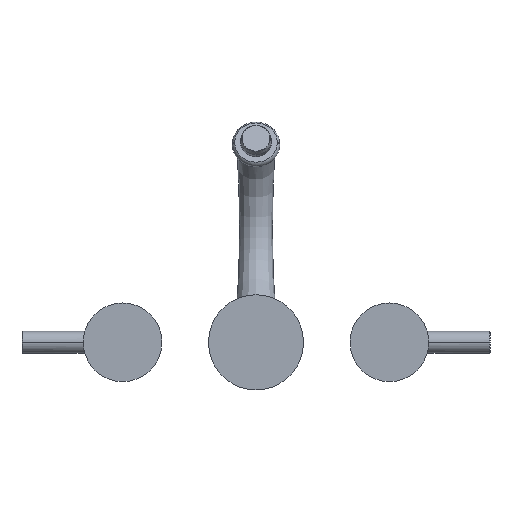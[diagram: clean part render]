
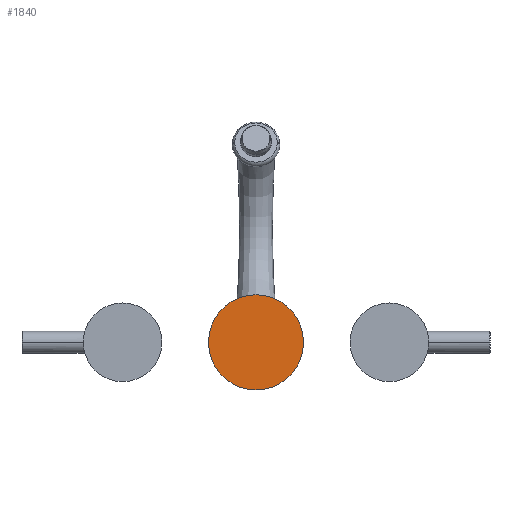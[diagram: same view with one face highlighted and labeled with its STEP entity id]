
A CAD part, front view. The second image highlights one B-rep face of the part: STEP entity #1840.
In plain terms, the highlighted planar face has unit normal (0, -1, 0).
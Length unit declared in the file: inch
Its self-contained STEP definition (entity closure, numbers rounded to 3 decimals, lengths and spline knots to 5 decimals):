
#499=CARTESIAN_POINT('',(0.,0.,0.));
#500=DIRECTION('',(0.,1.,0.));
#501=DIRECTION('',(-1.,0.,0.));
#502=AXIS2_PLACEMENT_3D('',#499,#500,#501);
#504=CARTESIAN_POINT('',(0.,0.,0.));
#505=DIRECTION('',(0.,1.,0.));
#506=DIRECTION('',(1.,0.,0.));
#507=AXIS2_PLACEMENT_3D('',#504,#505,#506);
#659=CARTESIAN_POINT('',(-1.425,0.,0.));
#660=CARTESIAN_POINT('',(1.425,0.,0.));
#661=VERTEX_POINT('',#659);
#662=VERTEX_POINT('',#660);
#1831=CARTESIAN_POINT('',(0.,0.,0.));
#1832=DIRECTION('',(0.,-1.,0.));
#1833=DIRECTION('',(-1.,0.,0.));
#1834=AXIS2_PLACEMENT_3D('',#1831,#1832,#1833);
#1835=PLANE('',#1834);
#1836=ORIENTED_EDGE('',*,*,#1810,.T.);
#1837=ORIENTED_EDGE('',*,*,#1826,.T.);
#1838=EDGE_LOOP('',(#1836,#1837));
#1839=FACE_OUTER_BOUND('',#1838,.F.);
#1840=ADVANCED_FACE('',(#1839),#1835,.T.);
#503=CIRCLE('',#502,1.425);
#508=CIRCLE('',#507,1.425);
#1810=EDGE_CURVE('',#661,#662,#503,.T.);
#1826=EDGE_CURVE('',#662,#661,#508,.T.);
